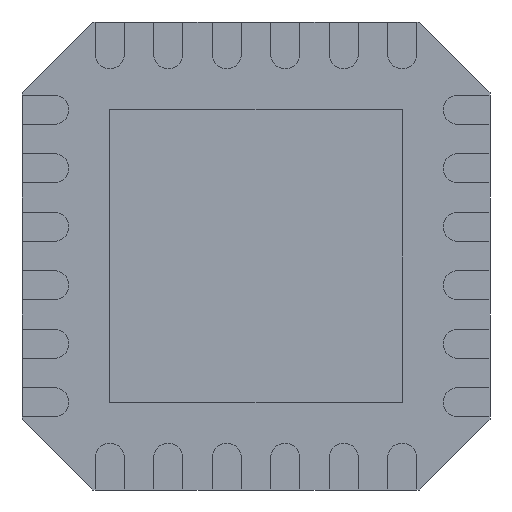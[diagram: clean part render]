
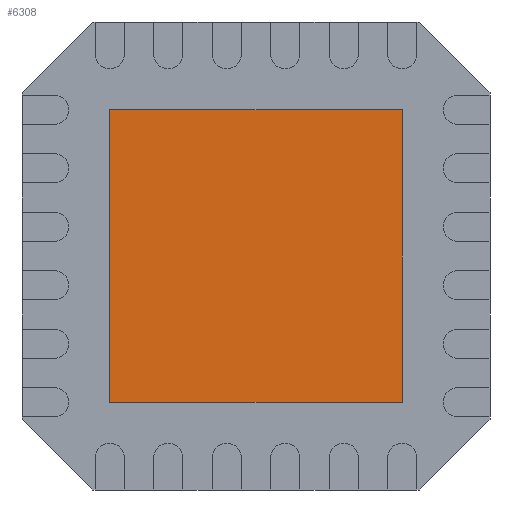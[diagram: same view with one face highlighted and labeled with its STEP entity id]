
A CAD part, front view. The second image highlights one B-rep face of the part: STEP entity #6308.
In plain terms, the highlighted planar face has unit normal (0, -1, 0).
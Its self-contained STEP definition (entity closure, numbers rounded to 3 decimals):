
#51 = CARTESIAN_POINT ( 'NONE',  ( 1.25, -0.05, -1.25 ) ) ;
#445 = LINE ( 'NONE', #4062, #6196 ) ;
#654 = DIRECTION ( 'NONE',  ( 0., 0., -1. ) ) ;
#1489 = LINE ( 'NONE', #51, #1732 ) ;
#1517 = CARTESIAN_POINT ( 'NONE',  ( -1.25, -0.05, -1.25 ) ) ;
#1527 = DIRECTION ( 'NONE',  ( 0., 0., 1. ) ) ;
#1732 = VECTOR ( 'NONE', #1527, 1000. ) ;
#2641 = VERTEX_POINT ( 'NONE', #7848 ) ;
#2753 = LINE ( 'NONE', #1517, #5687 ) ;
#2911 = PLANE ( 'NONE',  #3329 ) ;
#2915 = VERTEX_POINT ( 'NONE', #4701 ) ;
#3329 = AXIS2_PLACEMENT_3D ( 'NONE', #5175, #3667, #654 ) ;
#3364 = ORIENTED_EDGE ( 'NONE', *, *, #7375, .T. ) ;
#3667 = DIRECTION ( 'NONE',  ( 0., -1., 0. ) ) ;
#4054 = EDGE_LOOP ( 'NONE', ( #3364, #8998, #6516, #4911 ) ) ;
#4062 = CARTESIAN_POINT ( 'NONE',  ( -1.25, -0.05, 1.25 ) ) ;
#4129 = VECTOR ( 'NONE', #6364, 1000. ) ;
#4332 = VERTEX_POINT ( 'NONE', #6942 ) ;
#4701 = CARTESIAN_POINT ( 'NONE',  ( -1.25, -0.05, 1.25 ) ) ;
#4824 = DIRECTION ( 'NONE',  ( 0., 0., -1. ) ) ;
#4911 = ORIENTED_EDGE ( 'NONE', *, *, #6741, .T. ) ;
#5175 = CARTESIAN_POINT ( 'NONE',  ( 0., -0.05, 0. ) ) ;
#5325 = DIRECTION ( 'NONE',  ( 1., 0., 0. ) ) ;
#5533 = LINE ( 'NONE', #9414, #4129 ) ;
#5687 = VECTOR ( 'NONE', #5325, 1000. ) ;
#6196 = VECTOR ( 'NONE', #4824, 1000. ) ;
#6308 = ADVANCED_FACE ( 'NONE', ( #8544 ), #2911, .T. ) ;
#6364 = DIRECTION ( 'NONE',  ( -1., 0., 0. ) ) ;
#6516 = ORIENTED_EDGE ( 'NONE', *, *, #8676, .T. ) ;
#6741 = EDGE_CURVE ( 'NONE', #2915, #4332, #445, .T. ) ;
#6942 = CARTESIAN_POINT ( 'NONE',  ( -1.25, -0.05, -1.25 ) ) ;
#7351 = VERTEX_POINT ( 'NONE', #7523 ) ;
#7375 = EDGE_CURVE ( 'NONE', #4332, #2641, #2753, .T. ) ;
#7523 = CARTESIAN_POINT ( 'NONE',  ( 1.25, -0.05, 1.25 ) ) ;
#7848 = CARTESIAN_POINT ( 'NONE',  ( 1.25, -0.05, -1.25 ) ) ;
#8544 = FACE_OUTER_BOUND ( 'NONE', #4054, .T. ) ;
#8676 = EDGE_CURVE ( 'NONE', #7351, #2915, #5533, .T. ) ;
#8998 = ORIENTED_EDGE ( 'NONE', *, *, #9507, .T. ) ;
#9414 = CARTESIAN_POINT ( 'NONE',  ( 1.25, -0.05, 1.25 ) ) ;
#9507 = EDGE_CURVE ( 'NONE', #2641, #7351, #1489, .T. ) ;
